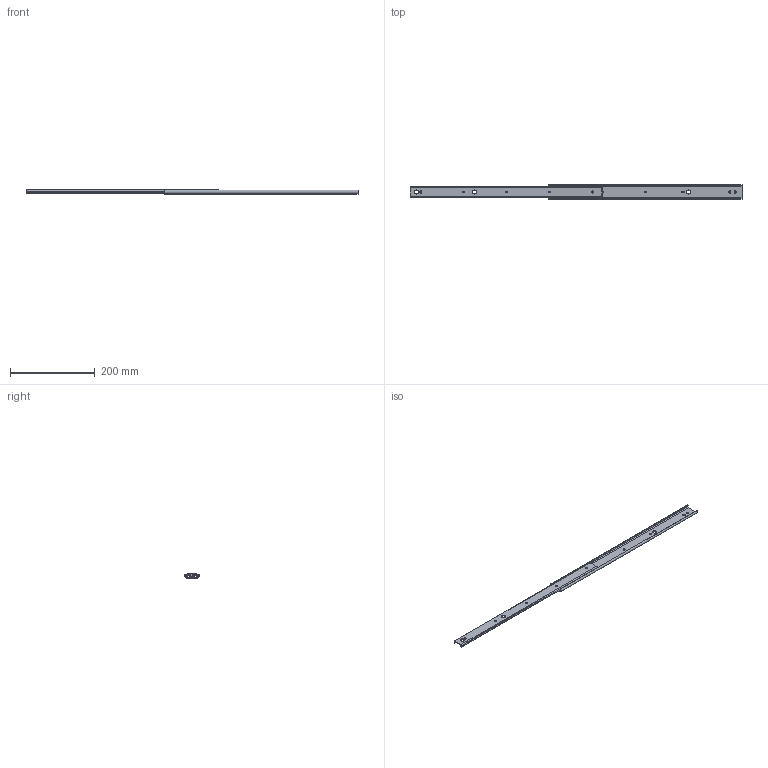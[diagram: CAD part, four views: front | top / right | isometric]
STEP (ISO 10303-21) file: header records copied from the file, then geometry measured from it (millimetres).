
FILE_DESCRIPTION (( 'STEP AP214' ), '1' );
FILE_NAME ('TM_357_18.STEP', '2018-06-12T06:26:56', ( '' ), ( '' ), 'SwSTEP 2.0', 'SolidWorks 2015', '' );
FILE_SCHEMA (( 'AUTOMOTIVE_DESIGN' ));
Length unit declared in the file: millimetre
Products named in the file (3): member_A; member_B; TM_357_18
Assembly tree (2 placements, depth 2):
  TM_357_18
    member_B
    member_A
Bounding box: 785.2 x 35.29 x 9.6 mm (x, y, z)
Volume: 57622.2 mm3; surface area: 75708.7 mm2
Topology: 2 solids, 2 shells, 121 faces, 343 edges, 226 vertices
Faces by surface type: plane 62, cylinder 59
Entity records: 4125 total; most frequent: DIRECTION 713, CARTESIAN_POINT 695, ORIENTED_EDGE 686, EDGE_CURVE 343, AXIS2_PLACEMENT_3D 244, VERTEX_POINT 226, LINE 225, VECTOR 225
